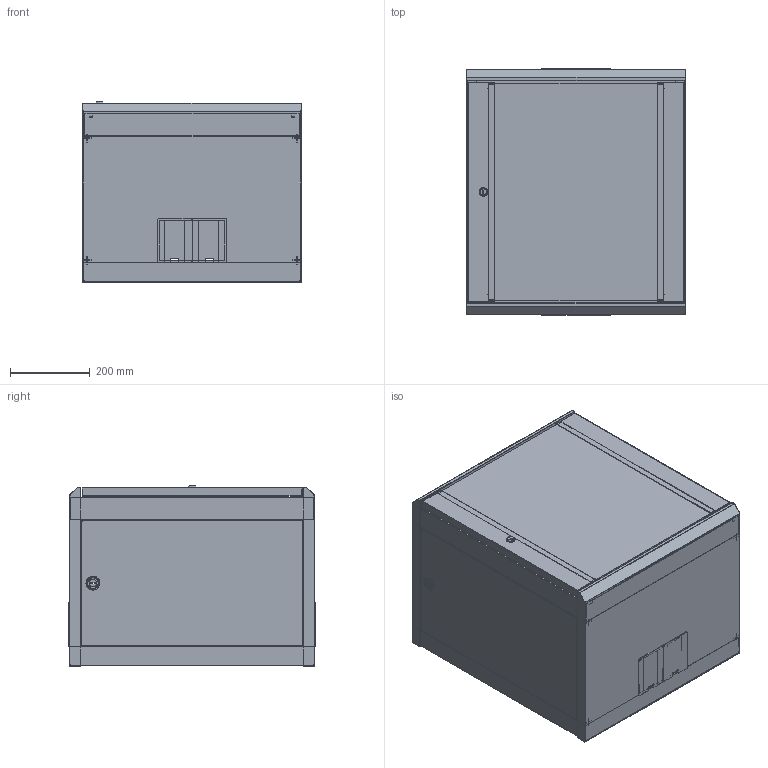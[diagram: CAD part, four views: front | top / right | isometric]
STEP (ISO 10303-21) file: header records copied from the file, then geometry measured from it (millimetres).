
FILE_DESCRIPTION (( 'STEP AP214' ), '1' );
FILE_NAME ('LC-SMA6412-W_3D.step', '2023-07-20T14:42:30', ( '' ), ( '' ), 'SwSTEP 2.0', 'SolidWorks 2022', '' );
FILE_SCHEMA (( 'AUTOMOTIVE_DESIGN' ));
Length unit declared in the file: millimetre
Products named in the file (37): door lock^door assy_LC-SMA6412-W; vt mtg rail^LC-SMA6412-W; hz^frame_LC-SMA6412-W; cover^Top Cover Assy_LC-SMA6412-W; back panel nub8^back panel assy_LC-SMA6412-W; cylinder, lock^door lock_door assy_LC-SMA6412-W; vt^frame_LC-SMA6412-W; latch, lock^door lock_door assy_LC-SMA6412-W; Plate_MIR^base assy_LC-SMA6412-W; 2nd cover plate^Top Cover Assy_LC-SMA6412-W; back panel assy^LC-SMA6412-W; int lock-wshr, lock^door lock_door assy_LC-SMA6412-W; side pnl assy^LC-SMA6412-W; base assy^LC-SMA6412-W; back panel nub1^back panel assy_LC-SMA6412-W; back panel nub2^back panel assy_LC-SMA6412-W; side pnl^side pnl assy_LC-SMA6412-W; LC-SMA6412-W_3D; Top Cover Assy^LC-SMA6412-W; door wshr^LC-SMA6412-W; screw, Lock^door lock_door assy_LC-SMA6412-W; back panel nub3^back panel assy_LC-SMA6412-W; door framed w lock^door assy_LC-SMA6412-W; glass^door assy_LC-SMA6412-W; back panel nub5^back panel assy_LC-SMA6412-W; back panel nub7^back panel assy_LC-SMA6412-W; back panel nub6^back panel assy_LC-SMA6412-W; door assy^LC-SMA6412-W; frame^LC-SMA6412-W; back panel nub4^back panel assy_LC-SMA6412-W; L Brkt^LC-SMA6412-W; base pnl^base assy_LC-SMA6412-W; nut, lock^door lock_door assy_LC-SMA6412-W; cover plate^Top Cover Assy_LC-SMA6412-W; door frame^door assy_LC-SMA6412-W; back panel sheet metal part^back panel assy_LC-SMA6412-W; wshr, lock^door lock_door assy_LC-SMA6412-W
Assembly tree (44 placements, depth 4):
  LC-SMA6412-W_3D
    base assy^LC-SMA6412-W
      base pnl^base assy_LC-SMA6412-W
      Plate_MIR^base assy_LC-SMA6412-W  x2
    back panel assy^LC-SMA6412-W
      back panel sheet metal part^back panel assy_LC-SMA6412-W
      back panel nub1^back panel assy_LC-SMA6412-W
      back panel nub2^back panel assy_LC-SMA6412-W
      back panel nub3^back panel assy_LC-SMA6412-W
      back panel nub4^back panel assy_LC-SMA6412-W
      back panel nub5^back panel assy_LC-SMA6412-W
      back panel nub6^back panel assy_LC-SMA6412-W
      back panel nub7^back panel assy_LC-SMA6412-W
      back panel nub8^back panel assy_LC-SMA6412-W
    vt mtg rail^LC-SMA6412-W  x4
    L Brkt^LC-SMA6412-W  x2
    frame^LC-SMA6412-W
      vt^frame_LC-SMA6412-W  x2
      hz^frame_LC-SMA6412-W  x2
    side pnl assy^LC-SMA6412-W  x2
      side pnl^side pnl assy_LC-SMA6412-W
    door wshr^LC-SMA6412-W
    door assy^LC-SMA6412-W
      glass^door assy_LC-SMA6412-W
      door framed w lock^door assy_LC-SMA6412-W
      door frame^door assy_LC-SMA6412-W
      door lock^door assy_LC-SMA6412-W
        cylinder, lock^door lock_door assy_LC-SMA6412-W
        latch, lock^door lock_door assy_LC-SMA6412-W
        nut, lock^door lock_door assy_LC-SMA6412-W
        wshr, lock^door lock_door assy_LC-SMA6412-W
        int lock-wshr, lock^door lock_door assy_LC-SMA6412-W
        screw, Lock^door lock_door assy_LC-SMA6412-W
    Top Cover Assy^LC-SMA6412-W
      cover^Top Cover Assy_LC-SMA6412-W
      cover plate^Top Cover Assy_LC-SMA6412-W
      2nd cover plate^Top Cover Assy_LC-SMA6412-W
Bounding box: 550 x 620.3 x 453.45 mm (x, y, z)
Volume: 2648221.6 mm3; surface area: 4873146.3 mm2
Topology: 34 solids, 38 shells, 2084 faces, 5688 edges, 3679 vertices
Faces by surface type: plane 1555, cylinder 417, bspline 86, cone 26
Entity records: 52712 total; most frequent: CARTESIAN_POINT 9625, ORIENTED_EDGE 6675, DIRECTION 6310, EDGE_CURVE 3351, VECTOR 2582, LINE 2582, VERTEX_POINT 2149, AXIS2_PLACEMENT_3D 1864
